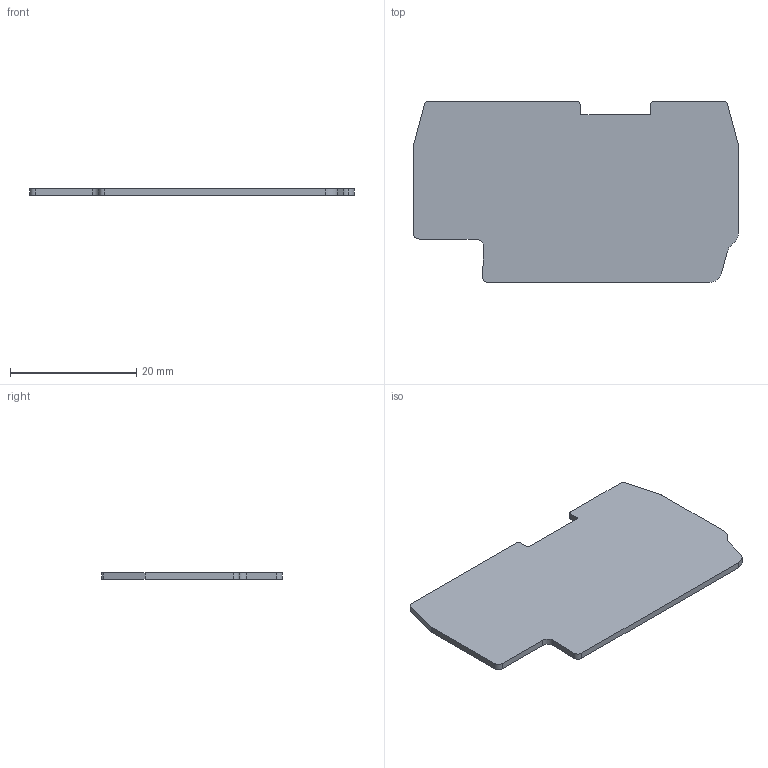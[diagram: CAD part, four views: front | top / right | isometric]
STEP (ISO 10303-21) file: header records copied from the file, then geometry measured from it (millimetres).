
FILE_DESCRIPTION (( 'STEP AP214' ), '1' );
FILE_NAME ('446639_NPP_PYK 1,5_Grey.STP', '2014-01-17T14:31:32', ( 'arge' ), ( 'Microsoft' ), 'SwSTEP 2.0', 'SolidWorks 2013', '' );
FILE_SCHEMA (( 'AUTOMOTIVE_DESIGN' ));
Length unit declared in the file: millimetre
Products named in the file (1): 446639_NPP_PYK 1,5_Grey
Bounding box: 51.43 x 28.64 x 1 mm (x, y, z)
Volume: 1346.8 mm3; surface area: 2850 mm2
Topology: 1 solids, 1 shells, 30 faces, 84 edges, 56 vertices
Faces by surface type: cylinder 15, plane 15
Entity records: 1012 total; most frequent: DIRECTION 176, CARTESIAN_POINT 171, ORIENTED_EDGE 168, EDGE_CURVE 84, AXIS2_PLACEMENT_3D 61, VERTEX_POINT 56, LINE 54, VECTOR 54
